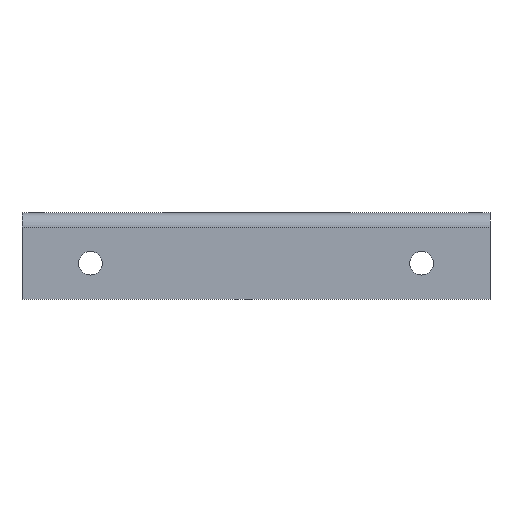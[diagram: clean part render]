
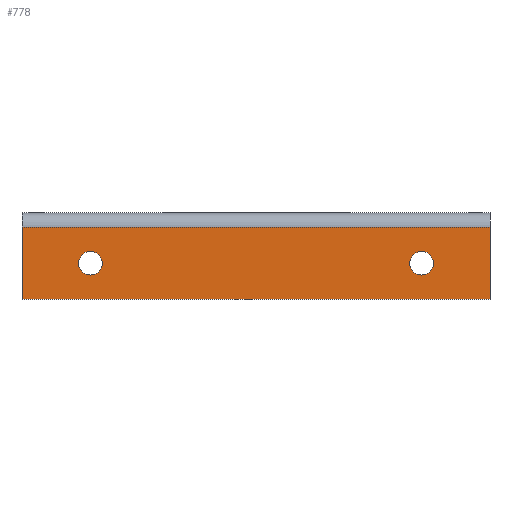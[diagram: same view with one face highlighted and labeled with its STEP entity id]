
A CAD part, front view. The second image highlights one B-rep face of the part: STEP entity #778.
In plain terms, the highlighted planar face has unit normal (0, -1, 0).
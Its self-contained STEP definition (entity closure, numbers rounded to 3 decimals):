
#15 = CARTESIAN_POINT ( 'NONE',  ( 23.075, -26.439, -7. ) ) ;
#40 = EDGE_CURVE ( 'NONE', #1062, #292, #405, .T. ) ;
#76 = EDGE_CURVE ( 'NONE', #1112, #843, #983, .T. ) ;
#82 = VECTOR ( 'NONE', #443, 1000. ) ;
#86 = EDGE_CURVE ( 'NONE', #779, #1114, #368, .T. ) ;
#89 = EDGE_CURVE ( 'NONE', #604, #333, #917, .T. ) ;
#106 = ORIENTED_EDGE ( 'NONE', *, *, #76, .F. ) ;
#131 = DIRECTION ( 'NONE',  ( 0., -1., 0. ) ) ;
#145 = FACE_BOUND ( 'NONE', #517, .T. ) ;
#169 = DIRECTION ( 'NONE',  ( 0., -1., 0. ) ) ;
#185 = DIRECTION ( 'NONE',  ( 0., 0., 1. ) ) ;
#209 = CARTESIAN_POINT ( 'NONE',  ( 23.075, -26.439, -7. ) ) ;
#230 = CARTESIAN_POINT ( 'NONE',  ( 32.575, -26.439, -2. ) ) ;
#247 = CARTESIAN_POINT ( 'NONE',  ( -22.925, -26.439, -5.35 ) ) ;
#282 = DIRECTION ( 'NONE',  ( -1., 0., 0. ) ) ;
#289 = DIRECTION ( 'NONE',  ( 0., 1., 0. ) ) ;
#290 = CARTESIAN_POINT ( 'NONE',  ( -32.425, -26.439, 0. ) ) ;
#292 = VERTEX_POINT ( 'NONE', #543 ) ;
#329 = CARTESIAN_POINT ( 'NONE',  ( -22.925, -26.439, -7. ) ) ;
#333 = VERTEX_POINT ( 'NONE', #636 ) ;
#341 = CIRCLE ( 'NONE', #635, 1.65 ) ;
#346 = CARTESIAN_POINT ( 'NONE',  ( 23.075, -26.439, -8.65 ) ) ;
#368 = LINE ( 'NONE', #532, #1036 ) ;
#372 = ORIENTED_EDGE ( 'NONE', *, *, #804, .F. ) ;
#380 = EDGE_LOOP ( 'NONE', ( #395, #955, #1065, #645 ) ) ;
#382 = CARTESIAN_POINT ( 'NONE',  ( 23.075, -26.439, -5.35 ) ) ;
#395 = ORIENTED_EDGE ( 'NONE', *, *, #498, .T. ) ;
#405 = CIRCLE ( 'NONE', #1074, 1.65 ) ;
#438 = CARTESIAN_POINT ( 'NONE',  ( 32.575, -26.439, 0. ) ) ;
#443 = DIRECTION ( 'NONE',  ( 0., 0., 1. ) ) ;
#456 = AXIS2_PLACEMENT_3D ( 'NONE', #15, #169, #1094 ) ;
#498 = EDGE_CURVE ( 'NONE', #1114, #604, #756, .T. ) ;
#515 = DIRECTION ( 'NONE',  ( 0., 0., 1. ) ) ;
#517 = EDGE_LOOP ( 'NONE', ( #1121, #1055 ) ) ;
#532 = CARTESIAN_POINT ( 'NONE',  ( 0., -26.439, -2. ) ) ;
#543 = CARTESIAN_POINT ( 'NONE',  ( -22.925, -26.439, -8.65 ) ) ;
#562 = AXIS2_PLACEMENT_3D ( 'NONE', #209, #131, #853 ) ;
#574 = VECTOR ( 'NONE', #1013, 1000. ) ;
#585 = EDGE_CURVE ( 'NONE', #292, #1062, #341, .T. ) ;
#604 = VERTEX_POINT ( 'NONE', #688 ) ;
#626 = AXIS2_PLACEMENT_3D ( 'NONE', #753, #1113, #1031 ) ;
#634 = CARTESIAN_POINT ( 'NONE',  ( -22.925, -26.439, -7. ) ) ;
#635 = AXIS2_PLACEMENT_3D ( 'NONE', #329, #674, #515 ) ;
#636 = CARTESIAN_POINT ( 'NONE',  ( 32.575, -26.439, -12. ) ) ;
#640 = CARTESIAN_POINT ( 'NONE',  ( 0., -26.439, -12. ) ) ;
#645 = ORIENTED_EDGE ( 'NONE', *, *, #86, .T. ) ;
#674 = DIRECTION ( 'NONE',  ( 0., 1., 0. ) ) ;
#685 = PLANE ( 'NONE',  #626 ) ;
#688 = CARTESIAN_POINT ( 'NONE',  ( -32.425, -26.439, -12. ) ) ;
#706 = LINE ( 'NONE', #438, #82 ) ;
#753 = CARTESIAN_POINT ( 'NONE',  ( 0., -26.439, 0. ) ) ;
#756 = LINE ( 'NONE', #290, #851 ) ;
#778 = ADVANCED_FACE ( 'NONE', ( #1133, #1051, #145 ), #685, .F. ) ;
#779 = VERTEX_POINT ( 'NONE', #230 ) ;
#804 = EDGE_CURVE ( 'NONE', #843, #1112, #1049, .T. ) ;
#843 = VERTEX_POINT ( 'NONE', #382 ) ;
#851 = VECTOR ( 'NONE', #1123, 1000. ) ;
#853 = DIRECTION ( 'NONE',  ( 0., 0., -1. ) ) ;
#894 = CARTESIAN_POINT ( 'NONE',  ( -32.425, -26.439, -2. ) ) ;
#917 = LINE ( 'NONE', #640, #574 ) ;
#955 = ORIENTED_EDGE ( 'NONE', *, *, #89, .T. ) ;
#983 = CIRCLE ( 'NONE', #456, 1.65 ) ;
#1013 = DIRECTION ( 'NONE',  ( 1., 0., 0. ) ) ;
#1031 = DIRECTION ( 'NONE',  ( 0., 0., 1. ) ) ;
#1036 = VECTOR ( 'NONE', #282, 1000. ) ;
#1049 = CIRCLE ( 'NONE', #562, 1.65 ) ;
#1051 = FACE_BOUND ( 'NONE', #1140, .T. ) ;
#1055 = ORIENTED_EDGE ( 'NONE', *, *, #585, .T. ) ;
#1062 = VERTEX_POINT ( 'NONE', #247 ) ;
#1065 = ORIENTED_EDGE ( 'NONE', *, *, #1077, .T. ) ;
#1074 = AXIS2_PLACEMENT_3D ( 'NONE', #634, #289, #185 ) ;
#1077 = EDGE_CURVE ( 'NONE', #333, #779, #706, .T. ) ;
#1094 = DIRECTION ( 'NONE',  ( 0., 0., -1. ) ) ;
#1112 = VERTEX_POINT ( 'NONE', #346 ) ;
#1113 = DIRECTION ( 'NONE',  ( 0., 1., 0. ) ) ;
#1114 = VERTEX_POINT ( 'NONE', #894 ) ;
#1121 = ORIENTED_EDGE ( 'NONE', *, *, #40, .T. ) ;
#1123 = DIRECTION ( 'NONE',  ( 0., 0., -1. ) ) ;
#1133 = FACE_OUTER_BOUND ( 'NONE', #380, .T. ) ;
#1140 = EDGE_LOOP ( 'NONE', ( #372, #106 ) ) ;
